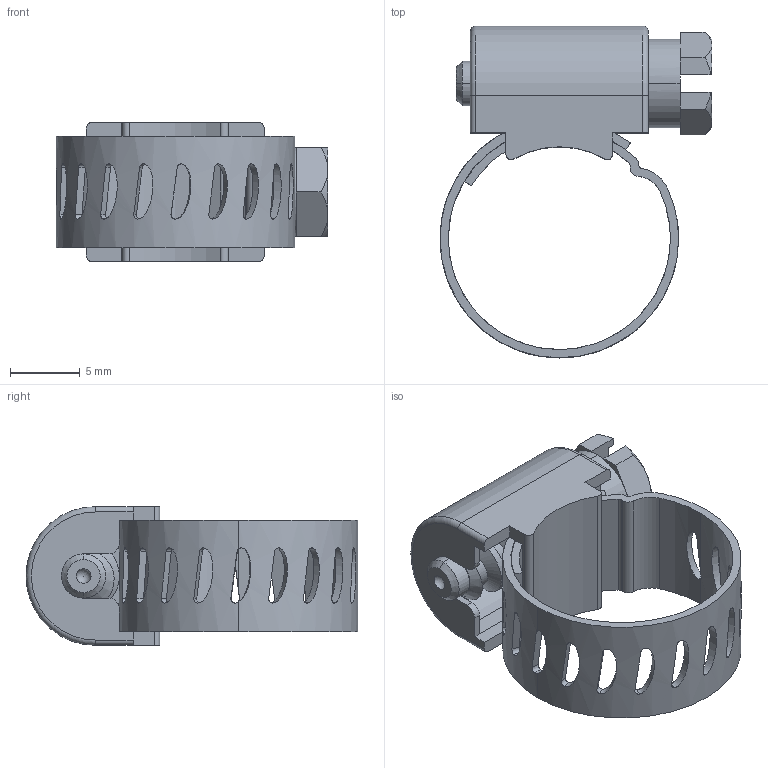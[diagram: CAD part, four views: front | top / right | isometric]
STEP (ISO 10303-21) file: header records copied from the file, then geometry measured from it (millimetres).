
FILE_DESCRIPTION (( 'STEP AP203' ), '1' );
FILE_NAME ('5011T141.step', '2015-07-27T16:21:28', ( '' ), ( '' ), 'SwSTEP 2.0', 'SolidWorks 2014', '' );
FILE_SCHEMA (( 'CONFIG_CONTROL_DESIGN' ));
Length unit declared in the file: inch
Products named in the file (1): 5011T141
Bounding box: 19.42 x 23.71 x 9.91 mm (x, y, z)
Volume: 800.2 mm3; surface area: 2364.6 mm2
Topology: 3 solids, 3 shells, 185 faces, 526 edges, 344 vertices
Faces by surface type: plane 72, bspline 51, cylinder 47, cone 12, torus 2, sphere 1
Entity records: 11429 total; most frequent: CARTESIAN_POINT 7100, ORIENTED_EDGE 1046, DIRECTION 649, EDGE_CURVE 523, VERTEX_POINT 342, AXIS2_PLACEMENT_3D 237, EDGE_LOOP 217, B_SPLINE_CURVE_WITH_KNOTS 192
